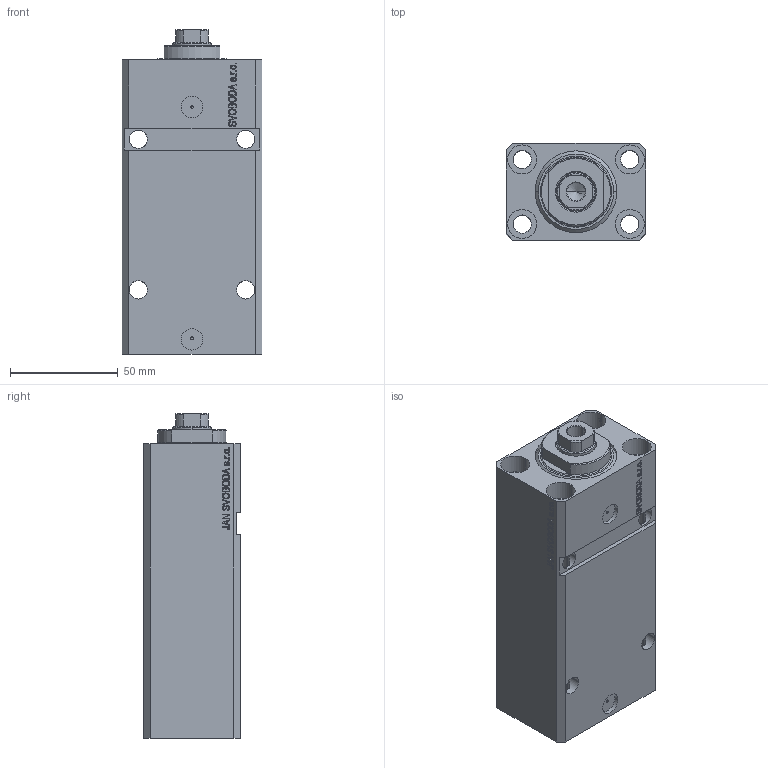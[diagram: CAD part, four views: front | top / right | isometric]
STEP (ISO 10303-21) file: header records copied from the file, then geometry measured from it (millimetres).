
FILE_DESCRIPTION (( 'STEP AP203' ), '1' );
FILE_NAME ('ddf2.STEP', '2023-10-07T16:01:10', ( '' ), ( '' ), 'SwSTEP 2.0', 'SolidWorks 2019', '' );
FILE_SCHEMA (( 'CONFIG_CONTROL_DESIGN' ));
Length unit declared in the file: millimetre
Products named in the file (4): V250CE_E_Body 1a8a93bf6d0922f4eb3491f78cf6bc9e; V250CE_VC_E 1a8a93bf6d0922f4eb3491f78cf6bc9e; V250CE_C_VCP 1a8a93bf6d0922f4eb3491f78cf6bc9e; ddf2
Assembly tree (3 placements, depth 2):
  ddf2
    V250CE_E_Body 1a8a93bf6d0922f4eb3491f78cf6bc9e
    V250CE_C_VCP 1a8a93bf6d0922f4eb3491f78cf6bc9e
    V250CE_VC_E 1a8a93bf6d0922f4eb3491f78cf6bc9e
Bounding box: 65 x 45 x 151 mm (x, y, z)
Volume: 334861.6 mm3; surface area: 80571.6 mm2
Topology: 3 solids, 3 shells, 917 faces, 2357 edges, 1536 vertices
Faces by surface type: plane 435, bspline 360, cylinder 104, cone 12, torus 6
Entity records: 44985 total; most frequent: CARTESIAN_POINT 24711, ORIENTED_EDGE 4710, DIRECTION 2867, EDGE_CURVE 2355, VERTEX_POINT 1536, VECTOR 1415, LINE 1415, EDGE_LOOP 1051
